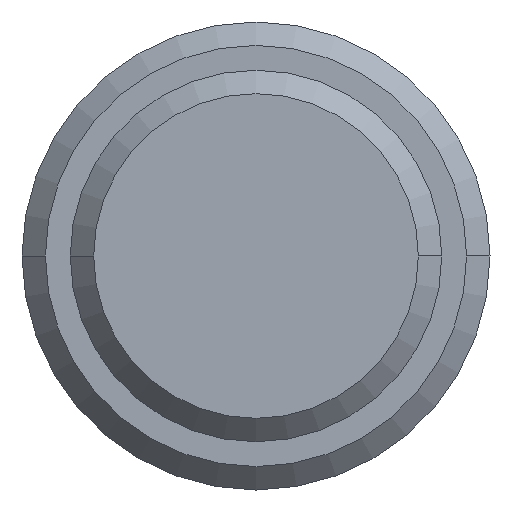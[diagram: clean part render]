
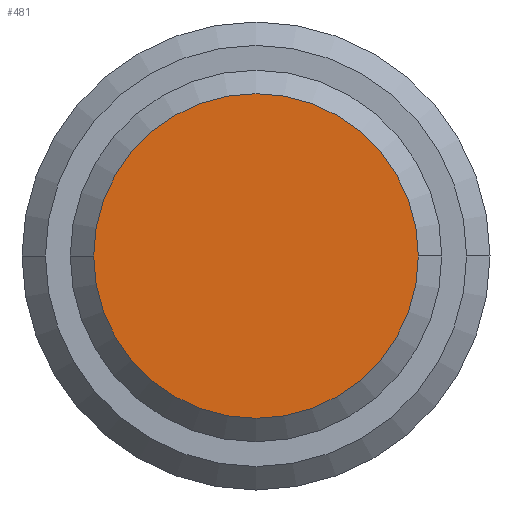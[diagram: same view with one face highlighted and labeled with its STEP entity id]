
A CAD part, front view. The second image highlights one B-rep face of the part: STEP entity #481.
In plain terms, the highlighted planar face has unit normal (0, -1, 0).
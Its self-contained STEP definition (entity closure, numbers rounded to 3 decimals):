
#74 = CARTESIAN_POINT ( 'NONE',  ( 0., 0., 0. ) ) ;
#122 = VERTEX_POINT ( 'NONE', #606 ) ;
#139 = DIRECTION ( 'NONE',  ( 0., -1., 0. ) ) ;
#145 = DIRECTION ( 'NONE',  ( 1., 0., 0. ) ) ;
#154 = EDGE_CURVE ( 'NONE', #763, #122, #446, .T. ) ;
#160 = EDGE_LOOP ( 'NONE', ( #197, #350 ) ) ;
#197 = ORIENTED_EDGE ( 'NONE', *, *, #154, .T. ) ;
#237 = DIRECTION ( 'NONE',  ( 0., -1., 0. ) ) ;
#294 = PLANE ( 'NONE',  #624 ) ;
#350 = ORIENTED_EDGE ( 'NONE', *, *, #784, .T. ) ;
#417 = CARTESIAN_POINT ( 'NONE',  ( 0., 0., 0. ) ) ;
#445 = CARTESIAN_POINT ( 'NONE',  ( -6.938, 0., 0. ) ) ;
#446 = CIRCLE ( 'NONE', #658, 6.938 ) ;
#472 = AXIS2_PLACEMENT_3D ( 'NONE', #684, #622, #554 ) ;
#475 = FACE_OUTER_BOUND ( 'NONE', #160, .T. ) ;
#481 = ADVANCED_FACE ( 'NONE', ( #475 ), #294, .T. ) ;
#499 = CIRCLE ( 'NONE', #472, 6.938 ) ;
#554 = DIRECTION ( 'NONE',  ( 1., 0., 0. ) ) ;
#606 = CARTESIAN_POINT ( 'NONE',  ( 6.938, 0., 0. ) ) ;
#622 = DIRECTION ( 'NONE',  ( 0., -1., 0. ) ) ;
#624 = AXIS2_PLACEMENT_3D ( 'NONE', #417, #237, #780 ) ;
#658 = AXIS2_PLACEMENT_3D ( 'NONE', #74, #139, #145 ) ;
#684 = CARTESIAN_POINT ( 'NONE',  ( 0., 0., 0. ) ) ;
#763 = VERTEX_POINT ( 'NONE', #445 ) ;
#780 = DIRECTION ( 'NONE',  ( 1., 0., 0. ) ) ;
#784 = EDGE_CURVE ( 'NONE', #122, #763, #499, .T. ) ;
